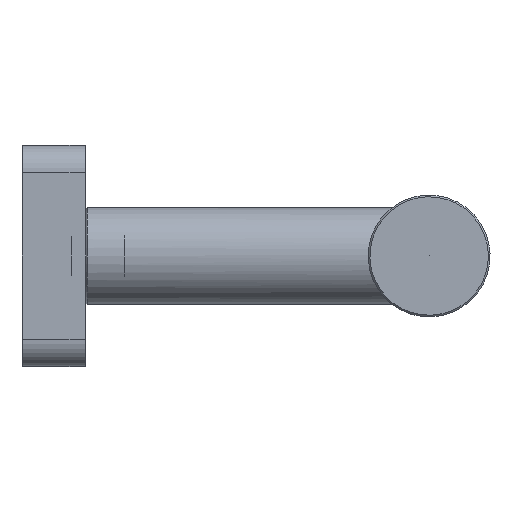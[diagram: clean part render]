
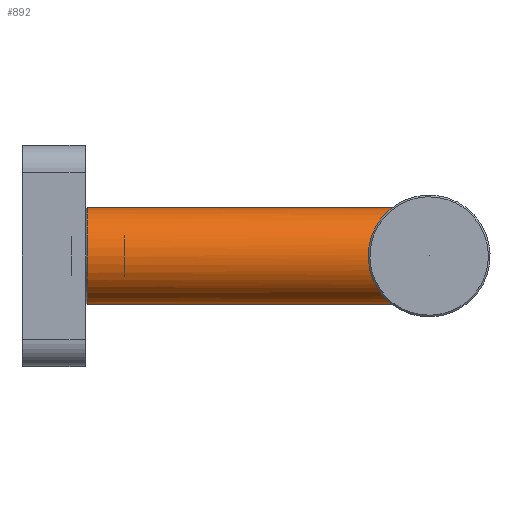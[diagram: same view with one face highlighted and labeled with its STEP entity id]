
A CAD part, left-side view. The second image highlights one B-rep face of the part: STEP entity #892.
In plain terms, the highlighted cylindrical face has radius 8.75 mm (diameter 17.5 mm), a full revolution.
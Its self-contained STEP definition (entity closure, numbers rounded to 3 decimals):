
#22=ELLIPSE('',#1064,12.374,8.75);
#23=ELLIPSE('',#1066,12.374,8.75);
#113=CYLINDRICAL_SURFACE('',#1061,8.75);
#312=ORIENTED_EDGE('',*,*,#447,.T.);
#313=ORIENTED_EDGE('',*,*,#448,.F.);
#314=ORIENTED_EDGE('',*,*,#449,.T.);
#315=ORIENTED_EDGE('',*,*,#450,.F.);
#316=ORIENTED_EDGE('',*,*,#451,.F.);
#447=EDGE_CURVE('',#524,#524,#599,.T.);
#448=EDGE_CURVE('',#525,#526,#600,.T.);
#449=EDGE_CURVE('',#525,#527,#22,.F.);
#450=EDGE_CURVE('',#528,#527,#601,.T.);
#451=EDGE_CURVE('',#526,#528,#23,.T.);
#524=VERTEX_POINT('',#1609);
#525=VERTEX_POINT('',#1611);
#526=VERTEX_POINT('',#1612);
#527=VERTEX_POINT('',#1614);
#528=VERTEX_POINT('',#1616);
#599=CIRCLE('',#1062,8.75);
#600=CIRCLE('',#1063,8.75);
#601=CIRCLE('',#1065,8.75);
#672=EDGE_LOOP('',(#312));
#673=EDGE_LOOP('',(#313,#314,#315,#316));
#778=FACE_BOUND('',#672,.T.);
#779=FACE_BOUND('',#673,.T.);
#892=ADVANCED_FACE('',(#778,#779),#113,.T.);
#1061=AXIS2_PLACEMENT_3D('',#1607,#1308,#1309);
#1062=AXIS2_PLACEMENT_3D('',#1608,#1310,#1311);
#1063=AXIS2_PLACEMENT_3D('',#1610,#1312,#1313);
#1064=AXIS2_PLACEMENT_3D('',#1613,#1314,#1315);
#1065=AXIS2_PLACEMENT_3D('',#1615,#1316,#1317);
#1066=AXIS2_PLACEMENT_3D('',#1617,#1318,#1319);
#1308=DIRECTION('',(-1.,0.,0.));
#1309=DIRECTION('',(0.,0.,1.));
#1310=DIRECTION('',(-1.,0.,0.));
#1311=DIRECTION('',(0.,0.,1.));
#1312=DIRECTION('',(-1.,0.,0.));
#1313=DIRECTION('',(0.,1.,0.));
#1314=DIRECTION('',(-0.707,0.707,0.));
#1315=DIRECTION('',(-0.707,-0.707,0.));
#1316=DIRECTION('',(-1.,0.,0.));
#1317=DIRECTION('',(0.,1.,0.));
#1318=DIRECTION('',(-0.707,-0.707,0.));
#1319=DIRECTION('',(-0.707,0.707,0.));
#1607=CARTESIAN_POINT('',(29.5,0.,0.));
#1608=CARTESIAN_POINT('',(29.2,0.,0.));
#1609=CARTESIAN_POINT('',(29.2,0.,8.75));
#1610=CARTESIAN_POINT('',(-29.5,0.,0.));
#1611=CARTESIAN_POINT('',(-29.5,3.,-8.22));
#1612=CARTESIAN_POINT('',(-29.5,-3.,-8.22));
#1613=CARTESIAN_POINT('',(-32.5,0.,0.));
#1614=CARTESIAN_POINT('',(-29.5,3.,8.22));
#1615=CARTESIAN_POINT('',(-29.5,0.,0.));
#1616=CARTESIAN_POINT('',(-29.5,-3.,8.22));
#1617=CARTESIAN_POINT('',(-32.5,0.,0.));
